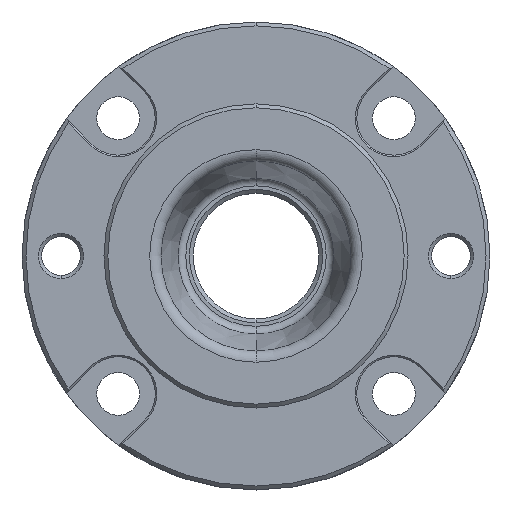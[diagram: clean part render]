
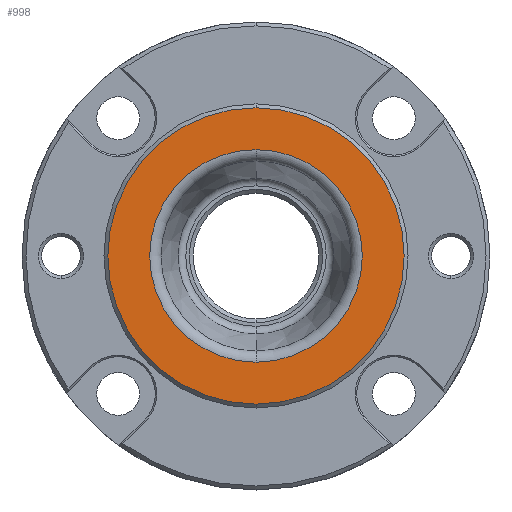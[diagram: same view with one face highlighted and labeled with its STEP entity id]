
A CAD part, top view. The second image highlights one B-rep face of the part: STEP entity #998.
In plain terms, the highlighted planar face has unit normal (0, 0, 1).
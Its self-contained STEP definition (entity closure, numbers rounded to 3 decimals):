
#222 = DIRECTION ( 'NONE',  ( 0., -1., 0. ) ) ;
#234 = FACE_BOUND ( 'NONE', #2377, .T. ) ;
#311 = CARTESIAN_POINT ( 'NONE',  ( 0., 0., 8. ) ) ;
#460 = AXIS2_PLACEMENT_3D ( 'NONE', #2775, #2293, #222 ) ;
#495 = DIRECTION ( 'NONE',  ( 0., 1., 0. ) ) ;
#596 = DIRECTION ( 'NONE',  ( 0., 0., -1. ) ) ;
#603 = EDGE_CURVE ( 'NONE', #2507, #1255, #2633, .T. ) ;
#658 = EDGE_LOOP ( 'NONE', ( #1026, #3076 ) ) ;
#715 = CARTESIAN_POINT ( 'NONE',  ( 0., 0., 8. ) ) ;
#744 = CARTESIAN_POINT ( 'NONE',  ( 0., -13.63, 8. ) ) ;
#805 = CARTESIAN_POINT ( 'NONE',  ( 0., 0., 8. ) ) ;
#998 = ADVANCED_FACE ( 'NONE', ( #234, #3279 ), #2556, .T. ) ;
#1026 = ORIENTED_EDGE ( 'NONE', *, *, #2568, .F. ) ;
#1028 = EDGE_CURVE ( 'NONE', #2554, #1776, #2994, .T. ) ;
#1061 = ORIENTED_EDGE ( 'NONE', *, *, #1507, .T. ) ;
#1094 = AXIS2_PLACEMENT_3D ( 'NONE', #715, #1925, #1684 ) ;
#1188 = ORIENTED_EDGE ( 'NONE', *, *, #603, .T. ) ;
#1255 = VERTEX_POINT ( 'NONE', #2992 ) ;
#1273 = DIRECTION ( 'NONE',  ( 0., -1., 0. ) ) ;
#1308 = CARTESIAN_POINT ( 'NONE',  ( 0., 0., 8. ) ) ;
#1507 = EDGE_CURVE ( 'NONE', #1255, #2507, #1622, .T. ) ;
#1622 = CIRCLE ( 'NONE', #1094, 13.63 ) ;
#1623 = AXIS2_PLACEMENT_3D ( 'NONE', #311, #3030, #1273 ) ;
#1684 = DIRECTION ( 'NONE',  ( 0., -1., 0. ) ) ;
#1776 = VERTEX_POINT ( 'NONE', #2621 ) ;
#1925 = DIRECTION ( 'NONE',  ( 0., 0., -1. ) ) ;
#2040 = DIRECTION ( 'NONE',  ( 0., 0., -1. ) ) ;
#2293 = DIRECTION ( 'NONE',  ( 0., 0., 1. ) ) ;
#2317 = DIRECTION ( 'NONE',  ( 0., 1., 0. ) ) ;
#2377 = EDGE_LOOP ( 'NONE', ( #1188, #1061 ) ) ;
#2507 = VERTEX_POINT ( 'NONE', #744 ) ;
#2554 = VERTEX_POINT ( 'NONE', #3068 ) ;
#2556 = PLANE ( 'NONE',  #460 ) ;
#2568 = EDGE_CURVE ( 'NONE', #1776, #2554, #3227, .T. ) ;
#2621 = CARTESIAN_POINT ( 'NONE',  ( 0., 19., 8. ) ) ;
#2633 = CIRCLE ( 'NONE', #1623, 13.63 ) ;
#2775 = CARTESIAN_POINT ( 'NONE',  ( 12.5, 0., 8. ) ) ;
#2838 = AXIS2_PLACEMENT_3D ( 'NONE', #805, #2040, #495 ) ;
#2992 = CARTESIAN_POINT ( 'NONE',  ( 0., 13.63, 8. ) ) ;
#2994 = CIRCLE ( 'NONE', #2838, 19. ) ;
#3030 = DIRECTION ( 'NONE',  ( 0., 0., -1. ) ) ;
#3064 = AXIS2_PLACEMENT_3D ( 'NONE', #1308, #596, #2317 ) ;
#3068 = CARTESIAN_POINT ( 'NONE',  ( 0., -19., 8. ) ) ;
#3076 = ORIENTED_EDGE ( 'NONE', *, *, #1028, .F. ) ;
#3227 = CIRCLE ( 'NONE', #3064, 19. ) ;
#3279 = FACE_OUTER_BOUND ( 'NONE', #658, .T. ) ;
